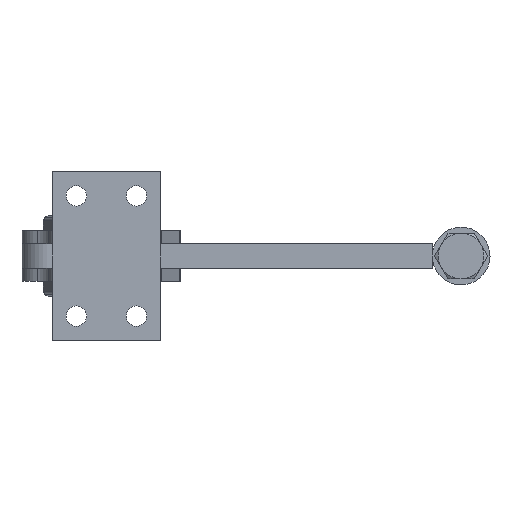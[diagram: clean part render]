
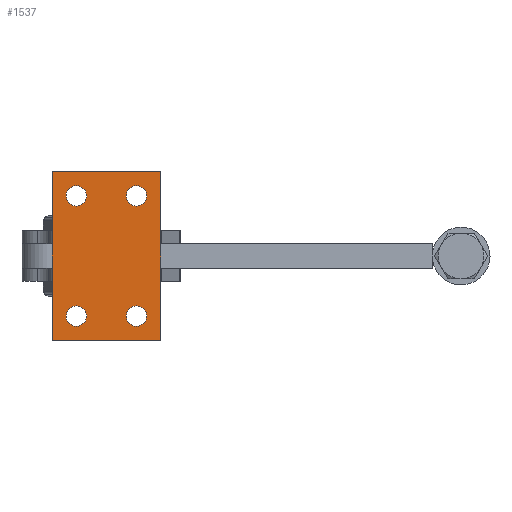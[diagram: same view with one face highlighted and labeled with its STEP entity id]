
A CAD part, front view. The second image highlights one B-rep face of the part: STEP entity #1537.
In plain terms, the highlighted planar face has unit normal (0, -1, 0).
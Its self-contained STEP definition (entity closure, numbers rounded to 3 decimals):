
#760=CARTESIAN_POINT('',(-154.559,9.,-25.));
#761=VERTEX_POINT('',#760);
#770=CARTESIAN_POINT('',(-163.059,9.,-25.));
#771=VERTEX_POINT('',#770);
#772=CARTESIAN_POINT('',(-158.809,9.,-25.));
#773=DIRECTION('',(0.0,1.0,0.0));
#774=DIRECTION('',(1.0,0.0,0.0));
#775=AXIS2_PLACEMENT_3D('',#772,#773,#774);
#776=CIRCLE('',#775,4.25);
#777=EDGE_CURVE('',#771,#761,#776,.T.);
#802=CARTESIAN_POINT('',(-129.559,9.,-25.));
#803=VERTEX_POINT('',#802);
#812=CARTESIAN_POINT('',(-138.059,9.,-25.));
#813=VERTEX_POINT('',#812);
#814=CARTESIAN_POINT('',(-133.809,9.,-25.));
#815=DIRECTION('',(0.0,1.0,0.0));
#816=DIRECTION('',(1.0,0.0,0.0));
#817=AXIS2_PLACEMENT_3D('',#814,#815,#816);
#818=CIRCLE('',#817,4.25);
#819=EDGE_CURVE('',#813,#803,#818,.T.);
#844=CARTESIAN_POINT('',(-154.559,9.,25.));
#845=VERTEX_POINT('',#844);
#854=CARTESIAN_POINT('',(-163.059,9.,25.));
#855=VERTEX_POINT('',#854);
#856=CARTESIAN_POINT('',(-158.809,9.,25.));
#857=DIRECTION('',(0.0,1.0,0.0));
#858=DIRECTION('',(1.0,0.0,0.0));
#859=AXIS2_PLACEMENT_3D('',#856,#857,#858);
#860=CIRCLE('',#859,4.25);
#861=EDGE_CURVE('',#855,#845,#860,.T.);
#886=CARTESIAN_POINT('',(-129.559,9.,25.));
#887=VERTEX_POINT('',#886);
#896=CARTESIAN_POINT('',(-138.059,9.,25.));
#897=VERTEX_POINT('',#896);
#898=CARTESIAN_POINT('',(-133.809,9.,25.));
#899=DIRECTION('',(0.0,1.0,0.0));
#900=DIRECTION('',(1.0,0.0,0.0));
#901=AXIS2_PLACEMENT_3D('',#898,#899,#900);
#902=CIRCLE('',#901,4.25);
#903=EDGE_CURVE('',#897,#887,#902,.T.);
#1374=CARTESIAN_POINT('',(-133.809,9.,25.));
#1375=DIRECTION('',(0.0,1.0,0.0));
#1376=DIRECTION('',(1.0,0.0,0.0));
#1377=AXIS2_PLACEMENT_3D('',#1374,#1375,#1376);
#1378=CIRCLE('',#1377,4.25);
#1379=EDGE_CURVE('',#887,#897,#1378,.T.);
#1392=CARTESIAN_POINT('',(-158.809,9.,25.));
#1393=DIRECTION('',(0.0,1.0,0.0));
#1394=DIRECTION('',(1.0,0.0,0.0));
#1395=AXIS2_PLACEMENT_3D('',#1392,#1393,#1394);
#1396=CIRCLE('',#1395,4.25);
#1397=EDGE_CURVE('',#845,#855,#1396,.T.);
#1410=CARTESIAN_POINT('',(-133.809,9.,-25.));
#1411=DIRECTION('',(0.0,1.0,0.0));
#1412=DIRECTION('',(1.0,0.0,0.0));
#1413=AXIS2_PLACEMENT_3D('',#1410,#1411,#1412);
#1414=CIRCLE('',#1413,4.25);
#1415=EDGE_CURVE('',#803,#813,#1414,.T.);
#1428=CARTESIAN_POINT('',(-158.809,9.,-25.));
#1429=DIRECTION('',(0.0,1.0,0.0));
#1430=DIRECTION('',(1.0,0.0,0.0));
#1431=AXIS2_PLACEMENT_3D('',#1428,#1429,#1430);
#1432=CIRCLE('',#1431,4.25);
#1433=EDGE_CURVE('',#761,#771,#1432,.T.);
#1443=CARTESIAN_POINT('',(-123.809,9.,-35.));
#1444=VERTEX_POINT('',#1443);
#1445=CARTESIAN_POINT('',(-168.809,9.,-35.));
#1446=VERTEX_POINT('',#1445);
#1447=CARTESIAN_POINT('',(-123.809,9.,-35.));
#1448=DIRECTION('',(-1.0,0.0,0.0));
#1449=VECTOR('',#1448,45.);
#1450=LINE('',#1447,#1449);
#1451=EDGE_CURVE('',#1444,#1446,#1450,.T.);
#1474=CARTESIAN_POINT('',(-168.809,9.,35.));
#1475=VERTEX_POINT('',#1474);
#1476=CARTESIAN_POINT('',(-123.809,9.,35.));
#1477=VERTEX_POINT('',#1476);
#1478=CARTESIAN_POINT('',(-168.809,9.,35.));
#1479=DIRECTION('',(1.0,0.0,0.0));
#1480=VECTOR('',#1479,45.);
#1481=LINE('',#1478,#1480);
#1482=EDGE_CURVE('',#1475,#1477,#1481,.T.);
#1500=CARTESIAN_POINT('',(-123.809,9.,35.));
#1501=DIRECTION('',(0.0,-1.0,0.0));
#1502=DIRECTION('',(1.0,0.0,0.0));
#1503=AXIS2_PLACEMENT_3D('',#1500,#1501,#1502);
#1504=PLANE('',#1503);
#1505=CARTESIAN_POINT('',(-123.809,9.,35.));
#1506=DIRECTION('',(0.0,0.0,-1.0));
#1507=VECTOR('',#1506,70.);
#1508=LINE('',#1505,#1507);
#1509=EDGE_CURVE('',#1477,#1444,#1508,.T.);
#1510=ORIENTED_EDGE('',*,*,#1509,.F.);
#1511=ORIENTED_EDGE('',*,*,#1482,.F.);
#1512=CARTESIAN_POINT('',(-168.809,9.,-35.));
#1513=DIRECTION('',(0.0,0.0,1.0));
#1514=VECTOR('',#1513,70.);
#1515=LINE('',#1512,#1514);
#1516=EDGE_CURVE('',#1446,#1475,#1515,.T.);
#1517=ORIENTED_EDGE('',*,*,#1516,.F.);
#1518=ORIENTED_EDGE('',*,*,#1451,.F.);
#1519=EDGE_LOOP('',(#1510,#1511,#1517,#1518));
#1520=FACE_OUTER_BOUND('',#1519,.T.);
#1521=ORIENTED_EDGE('',*,*,#1379,.T.);
#1522=ORIENTED_EDGE('',*,*,#903,.T.);
#1523=EDGE_LOOP('',(#1521,#1522));
#1524=FACE_BOUND('',#1523,.T.);
#1525=ORIENTED_EDGE('',*,*,#1397,.T.);
#1526=ORIENTED_EDGE('',*,*,#861,.T.);
#1527=EDGE_LOOP('',(#1525,#1526));
#1528=FACE_BOUND('',#1527,.T.);
#1529=ORIENTED_EDGE('',*,*,#1415,.T.);
#1530=ORIENTED_EDGE('',*,*,#819,.T.);
#1531=EDGE_LOOP('',(#1529,#1530));
#1532=FACE_BOUND('',#1531,.T.);
#1533=ORIENTED_EDGE('',*,*,#1433,.T.);
#1534=ORIENTED_EDGE('',*,*,#777,.T.);
#1535=EDGE_LOOP('',(#1533,#1534));
#1536=FACE_BOUND('',#1535,.T.);
#1537=ADVANCED_FACE('',(#1520,#1524,#1528,#1532,#1536),#1504,.T.);
